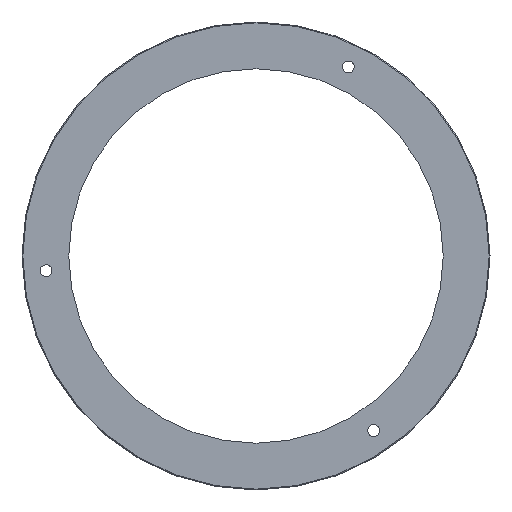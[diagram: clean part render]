
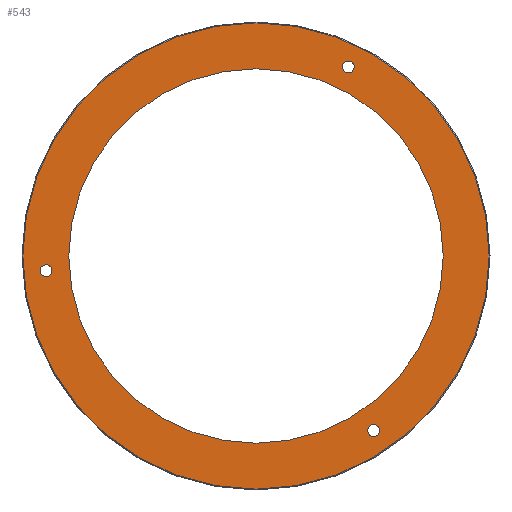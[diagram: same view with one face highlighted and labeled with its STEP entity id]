
A CAD part, left-side view. The second image highlights one B-rep face of the part: STEP entity #543.
In plain terms, the highlighted planar face has unit normal (-1, 0, 0).
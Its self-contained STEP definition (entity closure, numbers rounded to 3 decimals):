
#116=FACE_BOUND('',#198,.T.);
#117=FACE_BOUND('',#199,.T.);
#118=FACE_BOUND('',#200,.T.);
#119=FACE_BOUND('',#201,.T.);
#136=PLANE('',#623);
#161=FACE_OUTER_BOUND('',#197,.T.);
#197=EDGE_LOOP('',(#493));
#198=EDGE_LOOP('',(#494));
#199=EDGE_LOOP('',(#495));
#200=EDGE_LOOP('',(#496));
#201=EDGE_LOOP('',(#497));
#238=CIRCLE('',#567,3.5);
#240=CIRCLE('',#570,3.5);
#242=CIRCLE('',#573,3.5);
#270=CIRCLE('',#622,111.2);
#271=CIRCLE('',#624,138.5);
#290=VERTEX_POINT('',#863);
#292=VERTEX_POINT('',#869);
#294=VERTEX_POINT('',#875);
#326=VERTEX_POINT('',#996);
#327=VERTEX_POINT('',#1000);
#329=EDGE_CURVE('',#290,#290,#238,.T.);
#332=EDGE_CURVE('',#292,#292,#240,.T.);
#335=EDGE_CURVE('',#294,#294,#242,.T.);
#383=EDGE_CURVE('',#326,#326,#270,.T.);
#384=EDGE_CURVE('',#327,#327,#271,.T.);
#493=ORIENTED_EDGE('',*,*,#384,.F.);
#494=ORIENTED_EDGE('',*,*,#329,.T.);
#495=ORIENTED_EDGE('',*,*,#332,.T.);
#496=ORIENTED_EDGE('',*,*,#335,.T.);
#497=ORIENTED_EDGE('',*,*,#383,.T.);
#543=ADVANCED_FACE('',(#161,#116,#117,#118,#119),#136,.T.);
#567=AXIS2_PLACEMENT_3D('',#864,#662,#663);
#570=AXIS2_PLACEMENT_3D('',#870,#669,#670);
#573=AXIS2_PLACEMENT_3D('',#876,#676,#677);
#622=AXIS2_PLACEMENT_3D('',#998,#787,#788);
#623=AXIS2_PLACEMENT_3D('',#999,#789,#790);
#624=AXIS2_PLACEMENT_3D('',#1001,#791,#792);
#662=DIRECTION('center_axis',(1.,0.,0.));
#663=DIRECTION('ref_axis',(0.,0.,1.));
#669=DIRECTION('center_axis',(1.,0.,0.));
#670=DIRECTION('ref_axis',(0.,0.,1.));
#676=DIRECTION('center_axis',(1.,0.,0.));
#677=DIRECTION('ref_axis',(0.,0.,1.));
#787=DIRECTION('center_axis',(1.,0.,0.));
#788=DIRECTION('ref_axis',(0.,0.,-1.));
#789=DIRECTION('center_axis',(-1.,0.,0.));
#790=DIRECTION('ref_axis',(0.,0.,1.));
#791=DIRECTION('center_axis',(1.,0.,0.));
#792=DIRECTION('ref_axis',(0.,0.,-1.));
#863=CARTESIAN_POINT('',(396.931,-54.856,108.82));
#864=CARTESIAN_POINT('Origin',(396.931,-54.856,112.32));
#869=CARTESIAN_POINT('',(396.931,-69.844,-107.167));
#870=CARTESIAN_POINT('Origin',(396.931,-69.844,-103.667));
#875=CARTESIAN_POINT('',(396.931,124.7,-12.153));
#876=CARTESIAN_POINT('Origin',(396.931,124.7,-8.653));
#996=CARTESIAN_POINT('',(396.931,0.,-111.2));
#998=CARTESIAN_POINT('Origin',(396.931,0.,0.));
#999=CARTESIAN_POINT('Origin',(396.931,0.,138.5));
#1000=CARTESIAN_POINT('',(396.931,0.,-138.5));
#1001=CARTESIAN_POINT('Origin',(396.931,0.,0.));
